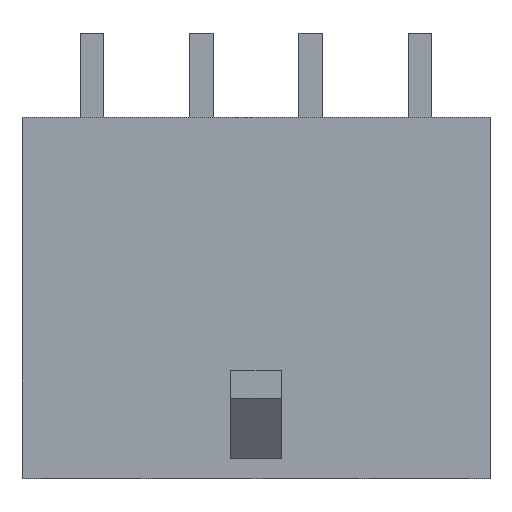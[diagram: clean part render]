
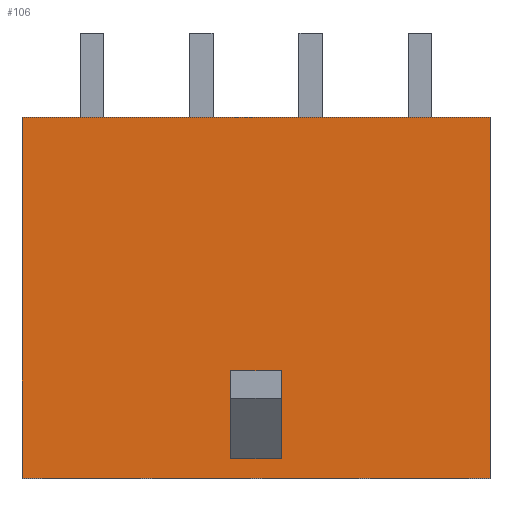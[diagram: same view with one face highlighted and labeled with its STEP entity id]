
A CAD part, top view. The second image highlights one B-rep face of the part: STEP entity #106.
In plain terms, the highlighted planar face has unit normal (0, 0, 1).
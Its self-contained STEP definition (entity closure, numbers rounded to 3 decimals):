
#41=FACE_BOUND('',#623,.T.);
#42=FACE_BOUND('',#624,.T.);
#106=ADVANCED_FACE('',(#41,#42),#281,.T.);
#281=PLANE('',#3286);
#623=EDGE_LOOP('',(#872,#873,#874,#875));
#624=EDGE_LOOP('',(#876,#877,#878,#879));
#872=ORIENTED_EDGE('',*,*,#2044,.T.);
#873=ORIENTED_EDGE('',*,*,#2045,.T.);
#874=ORIENTED_EDGE('',*,*,#2046,.T.);
#875=ORIENTED_EDGE('',*,*,#2047,.T.);
#876=ORIENTED_EDGE('',*,*,#2048,.T.);
#877=ORIENTED_EDGE('',*,*,#2049,.T.);
#878=ORIENTED_EDGE('',*,*,#2050,.F.);
#879=ORIENTED_EDGE('',*,*,#2051,.F.);
#1750=VERTEX_POINT('',#4464);
#1751=VERTEX_POINT('',#4465);
#1752=VERTEX_POINT('',#4467);
#1753=VERTEX_POINT('',#4469);
#1754=VERTEX_POINT('',#4472);
#1755=VERTEX_POINT('',#4473);
#1756=VERTEX_POINT('',#4475);
#1757=VERTEX_POINT('',#4477);
#2044=EDGE_CURVE('',#1750,#1751,#2475,.T.);
#2045=EDGE_CURVE('',#1751,#1752,#2476,.T.);
#2046=EDGE_CURVE('',#1752,#1753,#2477,.T.);
#2047=EDGE_CURVE('',#1753,#1750,#2478,.T.);
#2048=EDGE_CURVE('',#1754,#1755,#2479,.T.);
#2049=EDGE_CURVE('',#1755,#1756,#2480,.T.);
#2050=EDGE_CURVE('',#1757,#1756,#2481,.T.);
#2051=EDGE_CURVE('',#1754,#1757,#2482,.T.);
#2475=LINE('',#4463,#2898);
#2476=LINE('',#4466,#2899);
#2477=LINE('',#4468,#2900);
#2478=LINE('',#4470,#2901);
#2479=LINE('',#4471,#2902);
#2480=LINE('',#4474,#2903);
#2481=LINE('',#4476,#2904);
#2482=LINE('',#4478,#2905);
#2898=VECTOR('',#3537,1.);
#2899=VECTOR('',#3538,1.);
#2900=VECTOR('',#3539,1.);
#2901=VECTOR('',#3540,1.);
#2902=VECTOR('',#3541,1.);
#2903=VECTOR('',#3542,1.);
#2904=VECTOR('',#3543,1.);
#2905=VECTOR('',#3544,1.);
#3286=AXIS2_PLACEMENT_3D('',#4479,#3545,#3546);
#3537=DIRECTION('',(0.,-1.,0.));
#3538=DIRECTION('',(1.,0.,0.));
#3539=DIRECTION('',(0.,1.,0.));
#3540=DIRECTION('',(-1.,0.,0.));
#3541=DIRECTION('',(-1.,0.,0.));
#3542=DIRECTION('',(0.,1.,0.));
#3543=DIRECTION('',(-1.,0.,0.));
#3544=DIRECTION('',(0.,1.,0.));
#3545=DIRECTION('',(0.,0.,1.));
#3546=DIRECTION('',(1.,0.,0.));
#4463=CARTESIAN_POINT('',(-6.425,4.955,6.86));
#4464=CARTESIAN_POINT('',(-6.425,4.955,6.86));
#4465=CARTESIAN_POINT('',(-6.425,-4.955,6.86));
#4466=CARTESIAN_POINT('',(-6.425,-4.955,6.86));
#4467=CARTESIAN_POINT('',(6.425,-4.955,6.86));
#4468=CARTESIAN_POINT('',(6.425,-4.955,6.86));
#4469=CARTESIAN_POINT('',(6.425,4.955,6.86));
#4470=CARTESIAN_POINT('',(6.425,4.955,6.86));
#4471=CARTESIAN_POINT('',(0.7,-4.415,6.86));
#4472=CARTESIAN_POINT('',(0.7,-4.415,6.86));
#4473=CARTESIAN_POINT('',(-0.7,-4.415,6.86));
#4474=CARTESIAN_POINT('',(-0.7,-4.415,6.86));
#4475=CARTESIAN_POINT('',(-0.7,-2.005,6.86));
#4476=CARTESIAN_POINT('',(0.7,-2.005,6.86));
#4477=CARTESIAN_POINT('',(0.7,-2.005,6.86));
#4478=CARTESIAN_POINT('',(0.7,-4.415,6.86));
#4479=CARTESIAN_POINT('',(0.,0.,6.86));
